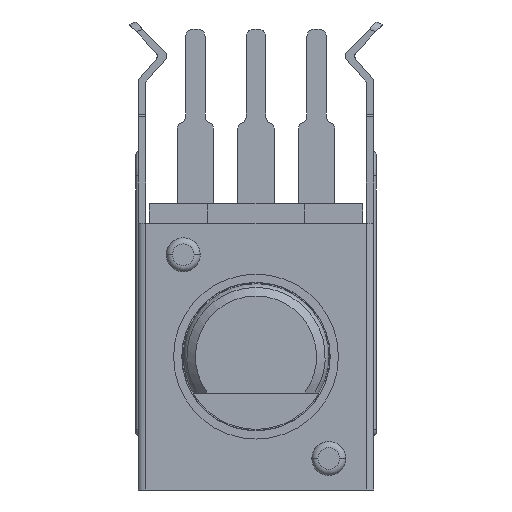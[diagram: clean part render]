
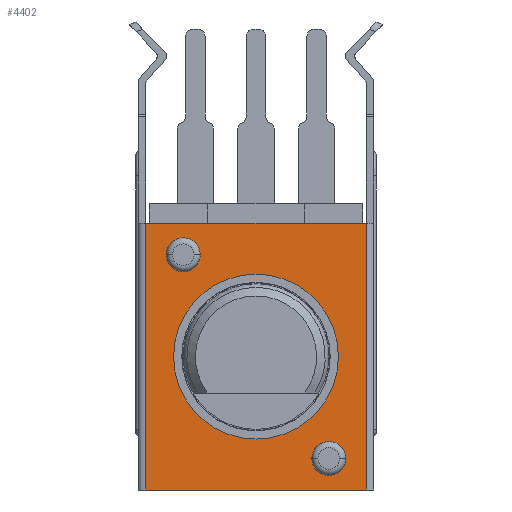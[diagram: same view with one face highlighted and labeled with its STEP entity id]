
A CAD part, front view. The second image highlights one B-rep face of the part: STEP entity #4402.
In plain terms, the highlighted planar face has unit normal (0, -1, 0).
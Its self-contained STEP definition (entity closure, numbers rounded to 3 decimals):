
#107=DIRECTION('',(-1.,0.,0.));
#108=VECTOR('',#107,9.1);
#109=CARTESIAN_POINT('',(4.55,-0.4,5.5));
#110=LINE('',#109,#108);
#595=DIRECTION('',(0.,0.,-1.));
#596=VECTOR('',#595,11.);
#597=CARTESIAN_POINT('',(-4.55,-0.4,5.5));
#598=LINE('',#597,#596);
#599=DIRECTION('',(-1.,0.,0.));
#600=VECTOR('',#599,9.1);
#601=CARTESIAN_POINT('',(4.55,-0.4,-5.5));
#602=LINE('',#601,#600);
#603=CARTESIAN_POINT('',(0.,-0.4,0.));
#604=DIRECTION('',(0.,-1.,0.));
#605=DIRECTION('',(1.,0.,0.));
#606=AXIS2_PLACEMENT_3D('',#603,#604,#605);
#608=CARTESIAN_POINT('',(0.,-0.4,0.));
#609=DIRECTION('',(0.,-1.,0.));
#610=DIRECTION('',(-1.,0.,0.));
#611=AXIS2_PLACEMENT_3D('',#608,#609,#610);
#613=CARTESIAN_POINT('',(3.,-0.4,-4.2));
#614=DIRECTION('',(0.,-1.,0.));
#615=DIRECTION('',(0.,0.,-1.));
#616=AXIS2_PLACEMENT_3D('',#613,#614,#615);
#618=CARTESIAN_POINT('',(3.,-0.4,-4.2));
#619=DIRECTION('',(0.,-1.,0.));
#620=DIRECTION('',(0.,0.,1.));
#621=AXIS2_PLACEMENT_3D('',#618,#619,#620);
#623=CARTESIAN_POINT('',(-3.,-0.4,4.2));
#624=DIRECTION('',(0.,-1.,0.));
#625=DIRECTION('',(0.,0.,1.));
#626=AXIS2_PLACEMENT_3D('',#623,#624,#625);
#628=CARTESIAN_POINT('',(-3.,-0.4,4.2));
#629=DIRECTION('',(0.,-1.,0.));
#630=DIRECTION('',(0.,0.,-1.));
#631=AXIS2_PLACEMENT_3D('',#628,#629,#630);
#637=DIRECTION('',(0.,0.,1.));
#638=VECTOR('',#637,11.);
#639=CARTESIAN_POINT('',(4.55,-0.4,-5.5));
#640=LINE('',#639,#638);
#2995=CARTESIAN_POINT('',(4.55,-0.4,5.5));
#2996=CARTESIAN_POINT('',(-4.55,-0.4,5.5));
#2997=VERTEX_POINT('',#2995);
#2998=VERTEX_POINT('',#2996);
#3158=CARTESIAN_POINT('',(-4.55,-0.4,-5.5));
#3159=VERTEX_POINT('',#3158);
#3160=CARTESIAN_POINT('',(4.55,-0.4,-5.5));
#3161=VERTEX_POINT('',#3160);
#3162=CARTESIAN_POINT('',(3.4,-0.4,0.));
#3163=CARTESIAN_POINT('',(-3.4,-0.4,0.));
#3164=VERTEX_POINT('',#3162);
#3165=VERTEX_POINT('',#3163);
#3166=CARTESIAN_POINT('',(3.,-0.4,-4.9));
#3167=CARTESIAN_POINT('',(3.,-0.4,-3.5));
#3168=VERTEX_POINT('',#3166);
#3169=VERTEX_POINT('',#3167);
#3170=CARTESIAN_POINT('',(-3.,-0.4,4.9));
#3171=CARTESIAN_POINT('',(-3.,-0.4,3.5));
#3172=VERTEX_POINT('',#3170);
#3173=VERTEX_POINT('',#3171);
#4372=CARTESIAN_POINT('',(-4.55,-0.4,-5.5));
#4373=DIRECTION('',(0.,-1.,0.));
#4374=DIRECTION('',(1.,0.,0.));
#4375=AXIS2_PLACEMENT_3D('',#4372,#4373,#4374);
#4376=PLANE('',#4375);
#4377=ORIENTED_EDGE('',*,*,#4334,.T.);
#4378=ORIENTED_EDGE('',*,*,#4366,.F.);
#4379=ORIENTED_EDGE('',*,*,#3811,.F.);
#4381=ORIENTED_EDGE('',*,*,#4380,.F.);
#4382=EDGE_LOOP('',(#4377,#4378,#4379,#4381));
#4383=FACE_OUTER_BOUND('',#4382,.F.);
#4385=ORIENTED_EDGE('',*,*,#4384,.T.);
#4387=ORIENTED_EDGE('',*,*,#4386,.T.);
#4388=EDGE_LOOP('',(#4385,#4387));
#4389=FACE_BOUND('',#4388,.F.);
#4391=ORIENTED_EDGE('',*,*,#4390,.T.);
#4393=ORIENTED_EDGE('',*,*,#4392,.T.);
#4394=EDGE_LOOP('',(#4391,#4393));
#4395=FACE_BOUND('',#4394,.F.);
#4397=ORIENTED_EDGE('',*,*,#4396,.T.);
#4399=ORIENTED_EDGE('',*,*,#4398,.T.);
#4400=EDGE_LOOP('',(#4397,#4399));
#4401=FACE_BOUND('',#4400,.F.);
#4402=ADVANCED_FACE('',(#4383,#4389,#4395,#4401),#4376,.T.);
#607=CIRCLE('',#606,3.4);
#612=CIRCLE('',#611,3.4);
#617=CIRCLE('',#616,0.7);
#622=CIRCLE('',#621,0.7);
#627=CIRCLE('',#626,0.7);
#632=CIRCLE('',#631,0.7);
#3811=EDGE_CURVE('',#2997,#2998,#110,.T.);
#4334=EDGE_CURVE('',#3161,#3159,#602,.T.);
#4366=EDGE_CURVE('',#2998,#3159,#598,.T.);
#4380=EDGE_CURVE('',#3161,#2997,#640,.T.);
#4384=EDGE_CURVE('',#3164,#3165,#607,.T.);
#4386=EDGE_CURVE('',#3165,#3164,#612,.T.);
#4390=EDGE_CURVE('',#3168,#3169,#617,.T.);
#4392=EDGE_CURVE('',#3169,#3168,#622,.T.);
#4396=EDGE_CURVE('',#3172,#3173,#627,.T.);
#4398=EDGE_CURVE('',#3173,#3172,#632,.T.);
